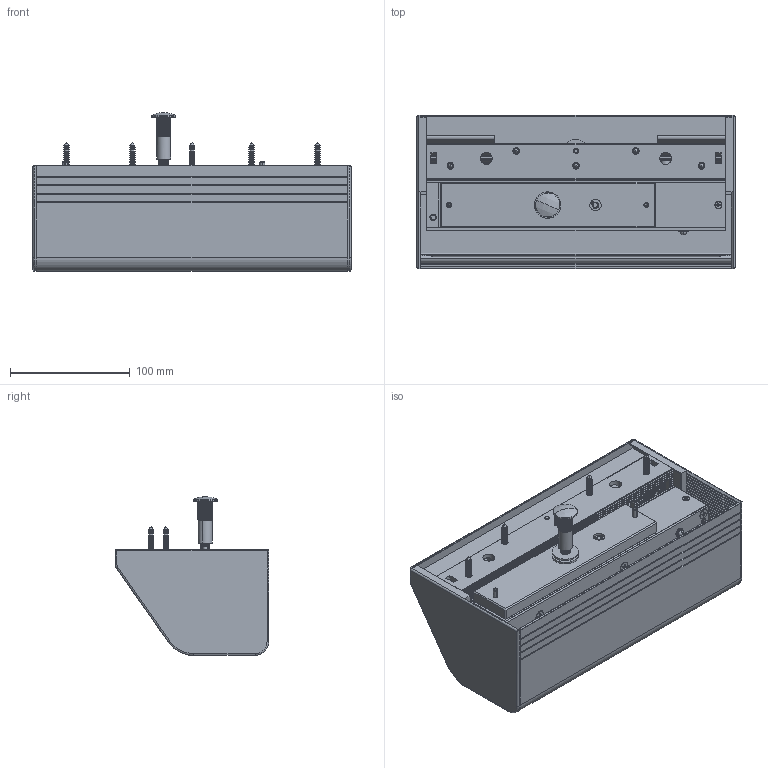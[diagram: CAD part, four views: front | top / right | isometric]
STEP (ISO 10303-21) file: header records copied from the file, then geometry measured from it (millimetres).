
FILE_DESCRIPTION (( 'STEP AP214' ), '1' );
FILE_NAME ('EF300CTCINFS.STEP', '2022-05-03T08:29:22', ( '' ), ( '' ), 'SwSTEP 2.0', 'SolidWorks 2020', '' );
FILE_SCHEMA (( 'AUTOMOTIVE_DESIGN' ));
Length unit declared in the file: millimetre
Products named in the file (38): ISO 7046-1 - M4 x 5 - Z --- 5N_ISO 7046-1 - M4 x 5 - Z --- 5N; EF300-RESSORT PICOT ANTI REMANENCE; EF300-CAPOT EF300 R3_PORTE AFFLEURANTE; EF300-PICOT ANTI REMANENCE; EF300C _EF300C-POSITION L; ISO 4762 M4 x 30 --- 20N_ISO 4762 M4 x 30 --- 20N; EF300CTCINFS; EF300-PICOT ANTI REMANENCE AVEC RESSORT; ISO 4026 - M6 x 12-S_ISO 4026 - M6 x 12-S; EF300-L COMMUN EF300 R3_USINEE; PA0021-PLASTIC BAG PER METER_0.55; PP0312-PASSE CABLE; PA0077-ZIP PLASTIC BAG FOR SCREWS; FP0020-WASHER M5 VELMAG COVER_RONDELLE CAROSSERIE; EF300-FLASQUE GAUCHE BV; EF300L_EF300L-CONFIGURATION L; T-NUTS MODIFIES_M4; din7500 c- m4 x 10 - z --- 10s_ISO 7045 - M4 x 10 - Z --- 10S; Circlip DIN 471 - 4 x 0.4_Circlip DIN 471 - 4 x 0.4; FP0097-SCREW LOW PROFILE HEAD M8 x35_M8 x 35; EF300-BOITIER U EF300; EF300-CACHE CAPOT EF300; User Library-5mm led w_bushing_rouge LED; Tapping screw DIN 7982-ST4.8x25-C-H-S_Tapping screw DIN 7982-ST4.8x25-C-H-S; EF300-FLASQUE PLAST G EF300_P0; DIN7500 C - M4 x 6 - Z --- 6S_ADVANCE BOLTS; FP0099-WASHER M8; EF300-TUBE; PA0078-ASSEMBLY PLASTIC BAG + END CAPS^EF300C; EF300-CAPOT DE FERMETURE; FP0098-MUSHROOM NUT; EF300-FLASQUE DROIT BV; Spring Pin ISO 13337 - 4 x 12 - St_Spring Pin ISO 13337 - 4 x 12 - St; EF300-NOYAU MAGNETIQUE; EF300-CONTRE-PLAQUE; ISO 7046-1 - M3 x 4 - Z --- 4S_ISO 7046-1 - M3 x 4 - Z --- 4S; EF300-FLASQUE PLAST D EF300_P0; FP0100-JOINT M8_COMPRESSE
Assembly tree (53 placements, depth 4):
  EF300CTCINFS
    EF300-BOITIER U EF300
    EF300-FLASQUE DROIT BV
    EF300-FLASQUE GAUCHE BV
    EF300-NOYAU MAGNETIQUE
    ISO 7046-1 - M4 x 5 - Z --- 5N_ISO 7046-1 - M4 x 5 - Z --- 5N  x8
    User Library-5mm led w_bushing_rouge LED
    EF300-CAPOT DE FERMETURE
    EF300-TUBE  x2
    ISO 4762 M4 x 30 --- 20N_ISO 4762 M4 x 30 --- 20N  x2
    ISO 4026 - M6 x 12-S_ISO 4026 - M6 x 12-S  x2
    ISO 7046-1 - M3 x 4 - Z --- 4S_ISO 7046-1 - M3 x 4 - Z --- 4S
    EF300-CONTRE-PLAQUE
    EF300-PICOT ANTI REMANENCE AVEC RESSORT
      EF300-PICOT ANTI REMANENCE
      EF300-RESSORT PICOT ANTI REMANENCE
      Circlip DIN 471 - 4 x 0.4_Circlip DIN 471 - 4 x 0.4
    Spring Pin ISO 13337 - 4 x 12 - St_Spring Pin ISO 13337 - 4 x 12 - St  x2
    FP0100-JOINT M8_COMPRESSE
    FP0099-WASHER M8  x2
    FP0097-SCREW LOW PROFILE HEAD M8 x35_M8 x 35
    FP0098-MUSHROOM NUT
    EF300L_EF300L-CONFIGURATION L
      EF300-L COMMUN EF300 R3_USINEE
      T-NUTS MODIFIES_M4  x2
      Tapping screw DIN 7982-ST4.8x25-C-H-S_Tapping screw DIN 7982-ST4.8x25-C-H-S  x5
    EF300C _EF300C-POSITION L
      EF300-CAPOT EF300 R3_PORTE AFFLEURANTE
      EF300-CACHE CAPOT EF300
      PA0078-ASSEMBLY PLASTIC BAG + END CAPS^EF300C
        EF300-FLASQUE PLAST G EF300_P0
        EF300-FLASQUE PLAST D EF300_P0
      DIN7500 C - M4 x 6 - Z --- 6S_ADVANCE BOLTS  x2
      din7500 c- m4 x 10 - z --- 10s_ISO 7045 - M4 x 10 - Z --- 10S
      FP0020-WASHER M5 VELMAG COVER_RONDELLE CAROSSERIE
    PP0312-PASSE CABLE
  PA0021-PLASTIC BAG PER METER_0.55
  PA0077-ZIP PLASTIC BAG FOR SCREWS
Bounding box: 266 x 128.5 x 132.9 mm (x, y, z)
Volume: 639480 mm3; surface area: 412695 mm2
Topology: 54 solids, 54 shells, 3416 faces, 8677 edges, 5329 vertices
Faces by surface type: plane 1149, cone 1089, cylinder 1042, torus 100, bspline 26, sphere 10
Entity records: 78327 total; most frequent: CARTESIAN_POINT 15587, DIRECTION 13020, ORIENTED_EDGE 12318, EDGE_CURVE 6159, AXIS2_PLACEMENT_3D 4838, VERTEX_POINT 3878, VECTOR 3344, LINE 3344
